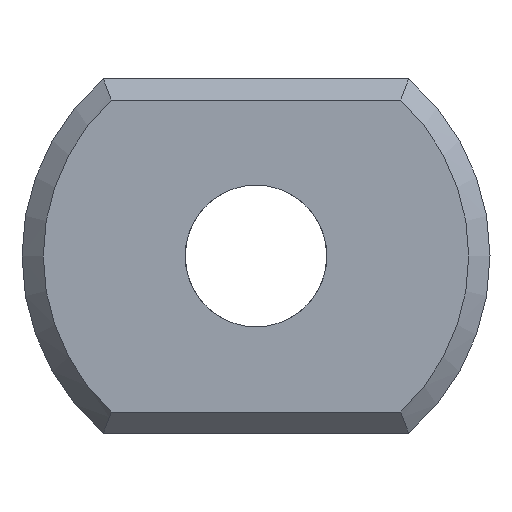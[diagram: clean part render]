
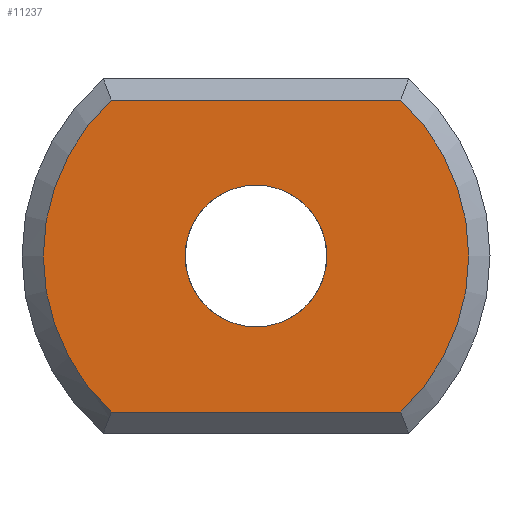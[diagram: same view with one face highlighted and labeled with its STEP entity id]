
A CAD part, left-side view. The second image highlights one B-rep face of the part: STEP entity #11237.
In plain terms, the highlighted planar face has unit normal (-1, 0, 0).
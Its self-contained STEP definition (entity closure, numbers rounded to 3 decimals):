
#24 = VERTEX_POINT('',#25);
#25 = CARTESIAN_POINT('',(0.,-2.04,2.2));
#33 = PLANE('',#34);
#34 = AXIS2_PLACEMENT_3D('',#35,#36,#37);
#35 = CARTESIAN_POINT('',(0.15,-2.154,2.35));
#36 = DIRECTION('',(0.707,0.,-0.707)
  );
#37 = DIRECTION('',(0.,-1.,0.));
#45 = CONICAL_SURFACE('',#46,3.3,0.785);
#46 = AXIS2_PLACEMENT_3D('',#47,#48,#49);
#47 = CARTESIAN_POINT('',(0.3,0.,0.));
#48 = DIRECTION('',(1.,0.,0.));
#49 = DIRECTION('',(0.,-0.653,0.758));
#89 = VERTEX_POINT('',#90);
#90 = CARTESIAN_POINT('',(0.,2.04,2.2));
#105 = CONICAL_SURFACE('',#106,3.3,0.785);
#106 = AXIS2_PLACEMENT_3D('',#107,#108,#109);
#107 = CARTESIAN_POINT('',(0.3,0.,0.));
#108 = DIRECTION('',(1.,0.,0.));
#109 = DIRECTION('',(0.,0.653,-0.758));
#120 = EDGE_CURVE('',#24,#89,#121,.T.);
#121 = SURFACE_CURVE('',#122,(#126,#133),.PCURVE_S1.);
#122 = LINE('',#123,#124);
#123 = CARTESIAN_POINT('',(0.,-2.154,2.2));
#124 = VECTOR('',#125,1.);
#125 = DIRECTION('',(0.,1.,0.));
#126 = PCURVE('',#33,#127);
#127 = DEFINITIONAL_REPRESENTATION('',(#128),#132);
#128 = LINE('',#129,#130);
#129 = CARTESIAN_POINT('',(0.,0.212));
#130 = VECTOR('',#131,1.);
#131 = DIRECTION('',(-1.,0.));
#132 = ( GEOMETRIC_REPRESENTATION_CONTEXT(2) 
PARAMETRIC_REPRESENTATION_CONTEXT() REPRESENTATION_CONTEXT('2D SPACE',''
  ) );
#133 = PCURVE('',#134,#139);
#134 = PLANE('',#135);
#135 = AXIS2_PLACEMENT_3D('',#136,#137,#138);
#136 = CARTESIAN_POINT('',(0.,0.,
    0.));
#137 = DIRECTION('',(1.,0.,0.));
#138 = DIRECTION('',(0.,0.,1.));
#139 = DEFINITIONAL_REPRESENTATION('',(#140),#144);
#140 = LINE('',#141,#142);
#141 = CARTESIAN_POINT('',(2.2,2.154));
#142 = VECTOR('',#143,1.);
#143 = DIRECTION('',(0.,-1.));
#144 = ( GEOMETRIC_REPRESENTATION_CONTEXT(2) 
PARAMETRIC_REPRESENTATION_CONTEXT() REPRESENTATION_CONTEXT('2D SPACE',''
  ) );
#180 = VERTEX_POINT('',#181);
#181 = CARTESIAN_POINT('',(0.,-2.04,-2.2));
#199 = PLANE('',#200);
#200 = AXIS2_PLACEMENT_3D('',#201,#202,#203);
#201 = CARTESIAN_POINT('',(0.15,-2.154,-2.35));
#202 = DIRECTION('',(-0.707,0.,-0.707));
#203 = DIRECTION('',(0.,-1.,0.));
#211 = EDGE_CURVE('',#24,#180,#212,.T.);
#212 = SURFACE_CURVE('',#213,(#218,#225),.PCURVE_S1.);
#213 = CIRCLE('',#214,3.);
#214 = AXIS2_PLACEMENT_3D('',#215,#216,#217);
#215 = CARTESIAN_POINT('',(0.,0.,
    0.));
#216 = DIRECTION('',(1.,0.,0.));
#217 = DIRECTION('',(0.,-0.653,0.758));
#218 = PCURVE('',#45,#219);
#219 = DEFINITIONAL_REPRESENTATION('',(#220),#224);
#220 = LINE('',#221,#222);
#221 = CARTESIAN_POINT('',(0.,-0.3));
#222 = VECTOR('',#223,1.);
#223 = DIRECTION('',(1.,-0.));
#224 = ( GEOMETRIC_REPRESENTATION_CONTEXT(2) 
PARAMETRIC_REPRESENTATION_CONTEXT() REPRESENTATION_CONTEXT('2D SPACE',''
  ) );
#225 = PCURVE('',#134,#226);
#226 = DEFINITIONAL_REPRESENTATION('',(#227),#231);
#227 = CIRCLE('',#228,3.);
#228 = AXIS2_PLACEMENT_2D('',#229,#230);
#229 = CARTESIAN_POINT('',(0.,0.));
#230 = DIRECTION('',(0.758,0.653));
#231 = ( GEOMETRIC_REPRESENTATION_CONTEXT(2) 
PARAMETRIC_REPRESENTATION_CONTEXT() REPRESENTATION_CONTEXT('2D SPACE',''
  ) );
#11237 = ADVANCED_FACE('',(#11238,#11287),#134,.F.);
#11238 = FACE_BOUND('',#11239,.F.);
#11239 = EDGE_LOOP('',(#11240,#11264,#11265,#11266));
#11240 = ORIENTED_EDGE('',*,*,#11241,.T.);
#11241 = EDGE_CURVE('',#11242,#89,#11244,.T.);
#11242 = VERTEX_POINT('',#11243);
#11243 = CARTESIAN_POINT('',(0.,2.04,-2.2));
#11244 = SURFACE_CURVE('',#11245,(#11250,#11257),.PCURVE_S1.);
#11245 = CIRCLE('',#11246,3.);
#11246 = AXIS2_PLACEMENT_3D('',#11247,#11248,#11249);
#11247 = CARTESIAN_POINT('',(0.,0.,
    0.));
#11248 = DIRECTION('',(1.,0.,0.));
#11249 = DIRECTION('',(0.,0.653,-0.758)
  );
#11250 = PCURVE('',#134,#11251);
#11251 = DEFINITIONAL_REPRESENTATION('',(#11252),#11256);
#11252 = CIRCLE('',#11253,3.);
#11253 = AXIS2_PLACEMENT_2D('',#11254,#11255);
#11254 = CARTESIAN_POINT('',(0.,0.));
#11255 = DIRECTION('',(-0.758,-0.653));
#11256 = ( GEOMETRIC_REPRESENTATION_CONTEXT(2) 
PARAMETRIC_REPRESENTATION_CONTEXT() REPRESENTATION_CONTEXT('2D SPACE',''
  ) );
#11257 = PCURVE('',#105,#11258);
#11258 = DEFINITIONAL_REPRESENTATION('',(#11259),#11263);
#11259 = LINE('',#11260,#11261);
#11260 = CARTESIAN_POINT('',(0.,-0.3));
#11261 = VECTOR('',#11262,1.);
#11262 = DIRECTION('',(1.,-0.));
#11263 = ( GEOMETRIC_REPRESENTATION_CONTEXT(2) 
PARAMETRIC_REPRESENTATION_CONTEXT() REPRESENTATION_CONTEXT('2D SPACE',''
  ) );
#11264 = ORIENTED_EDGE('',*,*,#120,.F.);
#11265 = ORIENTED_EDGE('',*,*,#211,.T.);
#11266 = ORIENTED_EDGE('',*,*,#11267,.T.);
#11267 = EDGE_CURVE('',#180,#11242,#11268,.T.);
#11268 = SURFACE_CURVE('',#11269,(#11273,#11280),.PCURVE_S1.);
#11269 = LINE('',#11270,#11271);
#11270 = CARTESIAN_POINT('',(0.,-2.154,-2.2));
#11271 = VECTOR('',#11272,1.);
#11272 = DIRECTION('',(0.,1.,0.));
#11273 = PCURVE('',#134,#11274);
#11274 = DEFINITIONAL_REPRESENTATION('',(#11275),#11279);
#11275 = LINE('',#11276,#11277);
#11276 = CARTESIAN_POINT('',(-2.2,2.154));
#11277 = VECTOR('',#11278,1.);
#11278 = DIRECTION('',(0.,-1.));
#11279 = ( GEOMETRIC_REPRESENTATION_CONTEXT(2) 
PARAMETRIC_REPRESENTATION_CONTEXT() REPRESENTATION_CONTEXT('2D SPACE',''
  ) );
#11280 = PCURVE('',#199,#11281);
#11281 = DEFINITIONAL_REPRESENTATION('',(#11282),#11286);
#11282 = LINE('',#11283,#11284);
#11283 = CARTESIAN_POINT('',(0.,0.212));
#11284 = VECTOR('',#11285,1.);
#11285 = DIRECTION('',(-1.,0.));
#11286 = ( GEOMETRIC_REPRESENTATION_CONTEXT(2) 
PARAMETRIC_REPRESENTATION_CONTEXT() REPRESENTATION_CONTEXT('2D SPACE',''
  ) );
#11287 = FACE_BOUND('',#11288,.T.);
#11288 = EDGE_LOOP('',(#11289));
#11289 = ORIENTED_EDGE('',*,*,#11290,.T.);
#11290 = EDGE_CURVE('',#11291,#11291,#11293,.T.);
#11291 = VERTEX_POINT('',#11292);
#11292 = CARTESIAN_POINT('',(0.,1.,0.));
#11293 = SURFACE_CURVE('',#11294,(#11299,#11306),.PCURVE_S1.);
#11294 = CIRCLE('',#11295,1.);
#11295 = AXIS2_PLACEMENT_3D('',#11296,#11297,#11298);
#11296 = CARTESIAN_POINT('',(0.,0.,0.));
#11297 = DIRECTION('',(1.,0.,0.));
#11298 = DIRECTION('',(0.,1.,0.));
#11299 = PCURVE('',#134,#11300);
#11300 = DEFINITIONAL_REPRESENTATION('',(#11301),#11305);
#11301 = CIRCLE('',#11302,1.);
#11302 = AXIS2_PLACEMENT_2D('',#11303,#11304);
#11303 = CARTESIAN_POINT('',(0.,0.));
#11304 = DIRECTION('',(0.,-1.));
#11305 = ( GEOMETRIC_REPRESENTATION_CONTEXT(2) 
PARAMETRIC_REPRESENTATION_CONTEXT() REPRESENTATION_CONTEXT('2D SPACE',''
  ) );
#11306 = PCURVE('',#11307,#11312);
#11307 = CYLINDRICAL_SURFACE('',#11308,1.);
#11308 = AXIS2_PLACEMENT_3D('',#11309,#11310,#11311);
#11309 = CARTESIAN_POINT('',(0.,0.,0.));
#11310 = DIRECTION('',(-1.,0.,0.));
#11311 = DIRECTION('',(0.,1.,0.));
#11312 = DEFINITIONAL_REPRESENTATION('',(#11313),#11317);
#11313 = LINE('',#11314,#11315);
#11314 = CARTESIAN_POINT('',(-0.,0.));
#11315 = VECTOR('',#11316,1.);
#11316 = DIRECTION('',(-1.,0.));
#11317 = ( GEOMETRIC_REPRESENTATION_CONTEXT(2) 
PARAMETRIC_REPRESENTATION_CONTEXT() REPRESENTATION_CONTEXT('2D SPACE',''
  ) );
